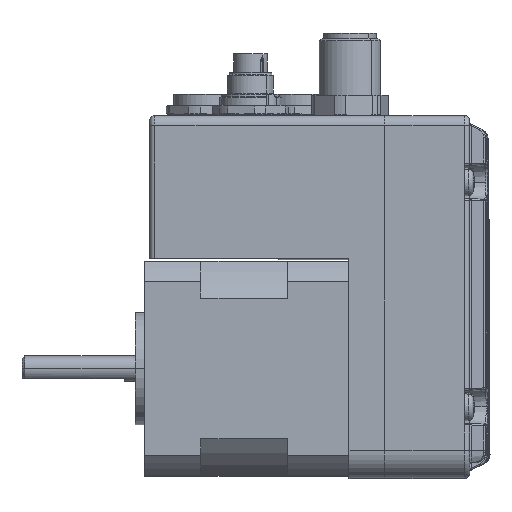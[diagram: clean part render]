
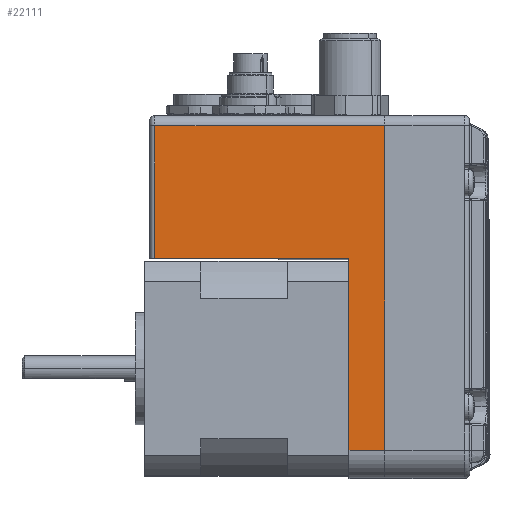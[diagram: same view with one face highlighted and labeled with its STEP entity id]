
A CAD part, top view. The second image highlights one B-rep face of the part: STEP entity #22111.
In plain terms, the highlighted planar face has unit normal (0, 0, 1).
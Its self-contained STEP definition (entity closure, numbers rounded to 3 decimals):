
#2146 = AXIS2_PLACEMENT_3D ( 'NONE', #56983, #21713, #67045 ) ;
#3425 = CARTESIAN_POINT ( 'NONE',  ( -45., 69., 0. ) ) ;
#9927 = CARTESIAN_POINT ( 'NONE',  ( -45., 43., 0. ) ) ;
#11189 = VECTOR ( 'NONE', #112040, 1000. ) ;
#12207 = VECTOR ( 'NONE', #85297, 1000. ) ;
#12615 = CARTESIAN_POINT ( 'NONE',  ( -46., 69., 0. ) ) ;
#13367 = CARTESIAN_POINT ( 'NONE',  ( -7., 43., 0. ) ) ;
#15194 = CARTESIAN_POINT ( 'NONE',  ( -45., 0., 0. ) ) ;
#15933 = EDGE_CURVE ( 'NONE', #69463, #33958, #77663, .T. ) ;
#21713 = DIRECTION ( 'NONE',  ( 0., 0., -1. ) ) ;
#22111 = ADVANCED_FACE ( 'NONE', ( #56772 ), #74795, .F. ) ;
#23242 = EDGE_CURVE ( 'NONE', #66573, #31560, #35742, .T. ) ;
#23301 = ORIENTED_EDGE ( 'NONE', *, *, #15933, .T. ) ;
#26362 = ORIENTED_EDGE ( 'NONE', *, *, #23242, .T. ) ;
#30283 = CARTESIAN_POINT ( 'NONE',  ( -7., 0., 0. ) ) ;
#31560 = VERTEX_POINT ( 'NONE', #37054 ) ;
#32822 = EDGE_CURVE ( 'NONE', #33958, #68339, #80017, .T. ) ;
#33958 = VERTEX_POINT ( 'NONE', #9927 ) ;
#35742 = LINE ( 'NONE', #41615, #12207 ) ;
#36307 = ORIENTED_EDGE ( 'NONE', *, *, #46422, .F. ) ;
#37054 = CARTESIAN_POINT ( 'NONE',  ( 0., 69., 0. ) ) ;
#37522 = EDGE_CURVE ( 'NONE', #86011, #68339, #58279, .T. ) ;
#41615 = CARTESIAN_POINT ( 'NONE',  ( 0., 0., 0. ) ) ;
#46422 = EDGE_CURVE ( 'NONE', #69463, #31560, #49761, .T. ) ;
#49761 = LINE ( 'NONE', #12615, #60841 ) ;
#51768 = ORIENTED_EDGE ( 'NONE', *, *, #103136, .T. ) ;
#56772 = FACE_OUTER_BOUND ( 'NONE', #68432, .T. ) ;
#56983 = CARTESIAN_POINT ( 'NONE',  ( -46., 0., 0. ) ) ;
#58279 = LINE ( 'NONE', #30283, #106869 ) ;
#60841 = VECTOR ( 'NONE', #75746, 1000. ) ;
#62019 = VECTOR ( 'NONE', #85533, 1000. ) ;
#66573 = VERTEX_POINT ( 'NONE', #84963 ) ;
#67045 = DIRECTION ( 'NONE',  ( -1., 0., 0. ) ) ;
#68339 = VERTEX_POINT ( 'NONE', #13367 ) ;
#68432 = EDGE_LOOP ( 'NONE', ( #23301, #82905, #114151, #51768, #26362, #36307 ) ) ;
#69463 = VERTEX_POINT ( 'NONE', #3425 ) ;
#74480 = LINE ( 'NONE', #76485, #107851 ) ;
#74795 = PLANE ( 'NONE',  #2146 ) ;
#75746 = DIRECTION ( 'NONE',  ( 1., 0., 0. ) ) ;
#76485 = CARTESIAN_POINT ( 'NONE',  ( -7., 5.5, 0. ) ) ;
#77663 = LINE ( 'NONE', #15194, #11189 ) ;
#80017 = LINE ( 'NONE', #104959, #62019 ) ;
#81804 = DIRECTION ( 'NONE',  ( 0., 1., 0. ) ) ;
#82905 = ORIENTED_EDGE ( 'NONE', *, *, #32822, .T. ) ;
#84963 = CARTESIAN_POINT ( 'NONE',  ( 0., 5.5, 0. ) ) ;
#85297 = DIRECTION ( 'NONE',  ( 0., 1., 0. ) ) ;
#85533 = DIRECTION ( 'NONE',  ( 1., 0., 0. ) ) ;
#86011 = VERTEX_POINT ( 'NONE', #114521 ) ;
#94317 = DIRECTION ( 'NONE',  ( 1., 0., 0. ) ) ;
#103136 = EDGE_CURVE ( 'NONE', #86011, #66573, #74480, .T. ) ;
#104959 = CARTESIAN_POINT ( 'NONE',  ( -46., 43., 0. ) ) ;
#106869 = VECTOR ( 'NONE', #81804, 1000. ) ;
#107851 = VECTOR ( 'NONE', #94317, 1000. ) ;
#112040 = DIRECTION ( 'NONE',  ( 0., -1., 0. ) ) ;
#114151 = ORIENTED_EDGE ( 'NONE', *, *, #37522, .F. ) ;
#114521 = CARTESIAN_POINT ( 'NONE',  ( -7., 5.5, 0. ) ) ;
